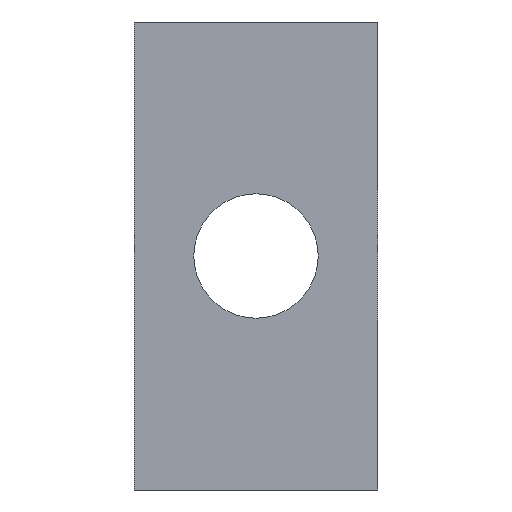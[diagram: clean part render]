
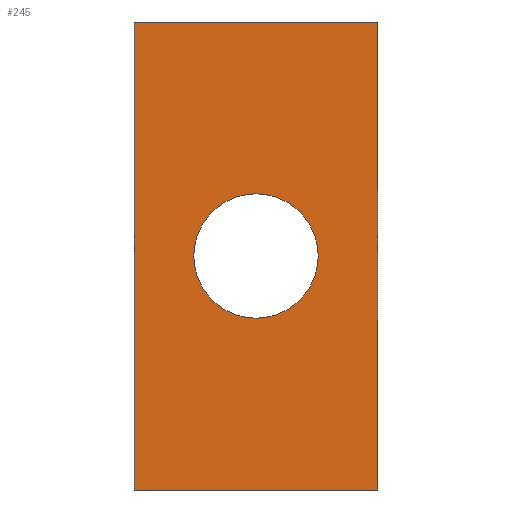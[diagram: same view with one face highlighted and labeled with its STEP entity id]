
A CAD part, front view. The second image highlights one B-rep face of the part: STEP entity #245.
In plain terms, the highlighted planar face has unit normal (0, -1, 0).
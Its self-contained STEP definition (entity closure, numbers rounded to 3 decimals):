
#24=FACE_BOUND('',#55,.T.);
#31=PLANE('',#279);
#42=FACE_OUTER_BOUND('',#54,.T.);
#54=EDGE_LOOP('',(#213,#214,#215,#216));
#55=EDGE_LOOP('',(#217,#218));
#61=LINE('',#366,#88);
#68=LINE('',#379,#95);
#76=LINE('',#395,#103);
#77=LINE('',#397,#104);
#88=VECTOR('',#301,10.);
#95=VECTOR('',#310,10.);
#103=VECTOR('',#326,10.);
#104=VECTOR('',#329,10.);
#113=CIRCLE('',#270,3.324);
#114=CIRCLE('',#271,3.324);
#120=VERTEX_POINT('',#354);
#121=VERTEX_POINT('',#355);
#123=VERTEX_POINT('',#362);
#125=VERTEX_POINT('',#365);
#129=VERTEX_POINT('',#375);
#134=VERTEX_POINT('',#393);
#147=EDGE_CURVE('',#120,#121,#113,.T.);
#148=EDGE_CURVE('',#121,#120,#114,.T.);
#152=EDGE_CURVE('',#125,#123,#61,.T.);
#159=EDGE_CURVE('',#129,#125,#68,.T.);
#167=EDGE_CURVE('',#123,#134,#76,.T.);
#168=EDGE_CURVE('',#134,#129,#77,.T.);
#213=ORIENTED_EDGE('',*,*,#168,.T.);
#214=ORIENTED_EDGE('',*,*,#159,.T.);
#215=ORIENTED_EDGE('',*,*,#152,.T.);
#216=ORIENTED_EDGE('',*,*,#167,.T.);
#217=ORIENTED_EDGE('',*,*,#147,.T.);
#218=ORIENTED_EDGE('',*,*,#148,.T.);
#245=ADVANCED_FACE('',(#42,#24),#31,.T.);
#270=AXIS2_PLACEMENT_3D('',#356,#291,#292);
#271=AXIS2_PLACEMENT_3D('',#357,#293,#294);
#279=AXIS2_PLACEMENT_3D('',#396,#327,#328);
#291=DIRECTION('center_axis',(0.,1.,0.));
#292=DIRECTION('ref_axis',(1.,0.,0.));
#293=DIRECTION('center_axis',(0.,1.,0.));
#294=DIRECTION('ref_axis',(1.,0.,0.));
#301=DIRECTION('',(1.,0.,0.));
#310=DIRECTION('',(0.,0.,-1.));
#326=DIRECTION('',(0.,0.,1.));
#327=DIRECTION('center_axis',(0.,-1.,0.));
#328=DIRECTION('ref_axis',(0.,0.,-1.));
#329=DIRECTION('',(-1.,0.,0.));
#354=CARTESIAN_POINT('',(3.324,0.,0.));
#355=CARTESIAN_POINT('',(-3.324,0.,0.));
#356=CARTESIAN_POINT('Origin',(0.,0.,
0.));
#357=CARTESIAN_POINT('Origin',(0.,0.,
0.));
#362=CARTESIAN_POINT('',(6.5,0.,-12.5));
#365=CARTESIAN_POINT('',(-6.5,0.,-12.5));
#366=CARTESIAN_POINT('',(-6.5,0.,-12.5));
#375=CARTESIAN_POINT('',(-6.5,0.,12.5));
#379=CARTESIAN_POINT('',(-6.5,0.,0.));
#393=CARTESIAN_POINT('',(6.5,0.,12.5));
#395=CARTESIAN_POINT('',(6.5,0.,0.));
#396=CARTESIAN_POINT('Origin',(6.5,0.,0.));
#397=CARTESIAN_POINT('',(-6.5,0.,12.5));
